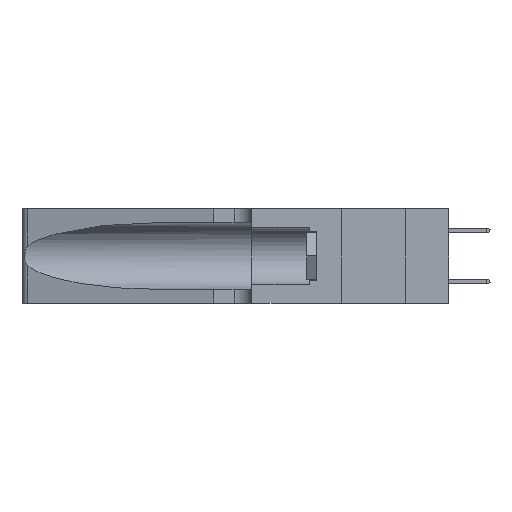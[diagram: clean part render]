
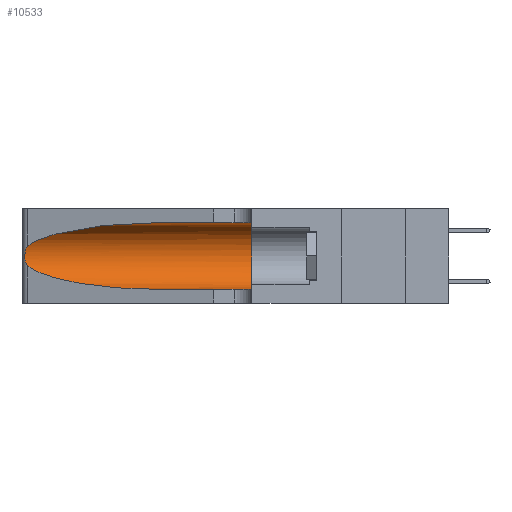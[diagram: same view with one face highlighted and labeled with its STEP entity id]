
A CAD part, left-side view. The second image highlights one B-rep face of the part: STEP entity #10533.
In plain terms, the highlighted cylindrical face has radius 3.308 mm (diameter 6.617 mm), a partial arc.
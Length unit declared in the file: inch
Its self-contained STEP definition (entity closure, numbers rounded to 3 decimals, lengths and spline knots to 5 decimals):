
#469 = CARTESIAN_POINT ( 'NONE',  ( 0.2373, 1.15595, 0.08982 ) ) ;
#1025 = CARTESIAN_POINT ( 'NONE',  ( 0.25487, 1.22718, 0.14631 ) ) ;
#1112 = CARTESIAN_POINT ( 'NONE',  ( 0.25487, 1.22718, 0.22369 ) ) ;
#1210 =( BOUNDED_CURVE ( )  B_SPLINE_CURVE ( 3, ( #3389, #469, #6580, #27805 ),
 .UNSPECIFIED., .F., .T. ) 
 B_SPLINE_CURVE_WITH_KNOTS ( ( 4, 4 ),
 ( 3.44316, 4.71239 ),
 .UNSPECIFIED. ) 
 CURVE ( )  GEOMETRIC_REPRESENTATION_ITEM ( )  RATIONAL_B_SPLINE_CURVE ( ( 1., 0.87, 0.87, 1. ) ) 
 REPRESENTATION_ITEM ( '' )  );
#1416 = CARTESIAN_POINT ( 'NONE',  ( 0.18966, 0.96281, 0.31525 ) ) ;
#1464 = B_SPLINE_CURVE_WITH_KNOTS ( 'NONE', 3,
 ( #19075, #22126, #3940, #25173, #7005, #28223, #10032, #31280, #13097, #34297, #16167, #37324, #19211, #1025 ),
 .UNSPECIFIED., .F., .F.,
 ( 4, 2, 2, 2, 2, 2, 4 ),
 ( 0., 0.00027, 0.00053, 0.00107, 0.0016, 0.00187, 0.00214 ),
 .UNSPECIFIED. ) ;
#2628 = DIRECTION ( 'NONE',  ( 0., 0., -1. ) ) ;
#2699 = CARTESIAN_POINT ( 'NONE',  ( 0.1305, 0.35, 0.31525 ) ) ;
#3389 = CARTESIAN_POINT ( 'NONE',  ( 0.25487, 1.22718, 0.14631 ) ) ;
#3940 = CARTESIAN_POINT ( 'NONE',  ( 0.25639, 1.23184, 0.21858 ) ) ;
#4474 = CARTESIAN_POINT ( 'NONE',  ( 0.1305, 0.72297, 0.31525 ) ) ;
#4747 = EDGE_CURVE ( 'NONE', #25363, #12098, #36132, .T. ) ;
#4787 = CARTESIAN_POINT ( 'NONE',  ( 0.1305, 0.72297, 0.05475 ) ) ;
#5322 = VERTEX_POINT ( 'NONE', #1112 ) ;
#6580 = CARTESIAN_POINT ( 'NONE',  ( 0.18966, 0.96281, 0.05475 ) ) ;
#7005 = CARTESIAN_POINT ( 'NONE',  ( 0.25854, 1.2359, 0.20912 ) ) ;
#8605 = LINE ( 'NONE', #31157, #23782 ) ;
#8697 = ORIENTED_EDGE ( 'NONE', *, *, #8871, .T. ) ;
#8744 = DIRECTION ( 'NONE',  ( 0., -1., 0. ) ) ;
#8871 = EDGE_CURVE ( 'NONE', #5322, #22329, #1464, .T. ) ;
#9326 = LINE ( 'NONE', #21888, #24526 ) ;
#9407 = CYLINDRICAL_SURFACE ( 'NONE', #28705, 0.13025 ) ;
#9501 = VERTEX_POINT ( 'NONE', #30973 ) ;
#10032 = CARTESIAN_POINT ( 'NONE',  ( 0.26075, 1.23896, 0.19203 ) ) ;
#10533 = ADVANCED_FACE ( 'NONE', ( #33618 ), #9407, .F. ) ;
#10574 = CARTESIAN_POINT ( 'NONE',  ( 0.2373, 1.15595, 0.28018 ) ) ;
#10587 =( BOUNDED_CURVE ( )  B_SPLINE_CURVE ( 3, ( #4474, #1416, #10574, #31801 ),
 .UNSPECIFIED., .F., .F. ) 
 B_SPLINE_CURVE_WITH_KNOTS ( ( 4, 4 ),
 ( 1.5708, 2.84003 ),
 .UNSPECIFIED. ) 
 CURVE ( )  GEOMETRIC_REPRESENTATION_ITEM ( )  RATIONAL_B_SPLINE_CURVE ( ( 1., 0.87, 0.87, 1. ) ) 
 REPRESENTATION_ITEM ( '' )  );
#11358 = EDGE_CURVE ( 'NONE', #22329, #30733, #1210, .T. ) ;
#12098 = VERTEX_POINT ( 'NONE', #37127 ) ;
#12243 = DIRECTION ( 'NONE',  ( 0., 1., 0. ) ) ;
#13097 = CARTESIAN_POINT ( 'NONE',  ( 0.26017, 1.23833, 0.17102 ) ) ;
#15691 = ORIENTED_EDGE ( 'NONE', *, *, #35467, .T. ) ;
#16167 = CARTESIAN_POINT ( 'NONE',  ( 0.25789, 1.23486, 0.15765 ) ) ;
#18523 = EDGE_CURVE ( 'NONE', #9501, #25363, #8605, .T. ) ;
#18699 = EDGE_CURVE ( 'NONE', #9501, #5322, #10587, .T. ) ;
#19075 = CARTESIAN_POINT ( 'NONE',  ( 0.25487, 1.22718, 0.22369 ) ) ;
#19211 = CARTESIAN_POINT ( 'NONE',  ( 0.25555, 1.22993, 0.14849 ) ) ;
#21682 = ORIENTED_EDGE ( 'NONE', *, *, #11358, .T. ) ;
#21888 = CARTESIAN_POINT ( 'NONE',  ( 0.1305, 1.61858, 0.05475 ) ) ;
#22126 = CARTESIAN_POINT ( 'NONE',  ( 0.25555, 1.22994, 0.2215 ) ) ;
#22329 = VERTEX_POINT ( 'NONE', #23259 ) ;
#22955 = ORIENTED_EDGE ( 'NONE', *, *, #18699, .T. ) ;
#23259 = CARTESIAN_POINT ( 'NONE',  ( 0.25487, 1.22718, 0.14631 ) ) ;
#23782 = VECTOR ( 'NONE', #34172, 39.37008 ) ;
#23872 = CARTESIAN_POINT ( 'NONE',  ( 0.1305, 1.61858, 0.185 ) ) ;
#24526 = VECTOR ( 'NONE', #24922, 39.37008 ) ;
#24922 = DIRECTION ( 'NONE',  ( 0., -1., 0. ) ) ;
#25173 = CARTESIAN_POINT ( 'NONE',  ( 0.25787, 1.23484, 0.2124 ) ) ;
#25363 = VERTEX_POINT ( 'NONE', #2699 ) ;
#27805 = CARTESIAN_POINT ( 'NONE',  ( 0.1305, 0.72297, 0.05475 ) ) ;
#28223 = CARTESIAN_POINT ( 'NONE',  ( 0.26018, 1.23835, 0.19895 ) ) ;
#28705 = AXIS2_PLACEMENT_3D ( 'NONE', #23872, #8744, #2628 ) ;
#29606 = ORIENTED_EDGE ( 'NONE', *, *, #18523, .F. ) ;
#29762 = EDGE_LOOP ( 'NONE', ( #22955, #8697, #21682, #15691, #31769, #29606 ) ) ;
#30461 = CARTESIAN_POINT ( 'NONE',  ( 0.1305, 0.35, 0.185 ) ) ;
#30733 = VERTEX_POINT ( 'NONE', #4787 ) ;
#30973 = CARTESIAN_POINT ( 'NONE',  ( 0.1305, 0.72297, 0.31525 ) ) ;
#31157 = CARTESIAN_POINT ( 'NONE',  ( 0.1305, 1.61858, 0.31525 ) ) ;
#31280 = CARTESIAN_POINT ( 'NONE',  ( 0.26075, 1.23896, 0.178 ) ) ;
#31769 = ORIENTED_EDGE ( 'NONE', *, *, #4747, .F. ) ;
#31801 = CARTESIAN_POINT ( 'NONE',  ( 0.25487, 1.22718, 0.22369 ) ) ;
#32850 = AXIS2_PLACEMENT_3D ( 'NONE', #30461, #12243, #33477 ) ;
#33477 = DIRECTION ( 'NONE',  ( 0., 0., 1. ) ) ;
#33618 = FACE_OUTER_BOUND ( 'NONE', #29762, .T. ) ;
#34172 = DIRECTION ( 'NONE',  ( 0., -1., 0. ) ) ;
#34297 = CARTESIAN_POINT ( 'NONE',  ( 0.25856, 1.23593, 0.16098 ) ) ;
#35467 = EDGE_CURVE ( 'NONE', #30733, #12098, #9326, .T. ) ;
#36132 = CIRCLE ( 'NONE', #32850, 0.13025 ) ;
#37127 = CARTESIAN_POINT ( 'NONE',  ( 0.1305, 0.35, 0.05475 ) ) ;
#37324 = CARTESIAN_POINT ( 'NONE',  ( 0.25639, 1.23186, 0.15144 ) ) ;
